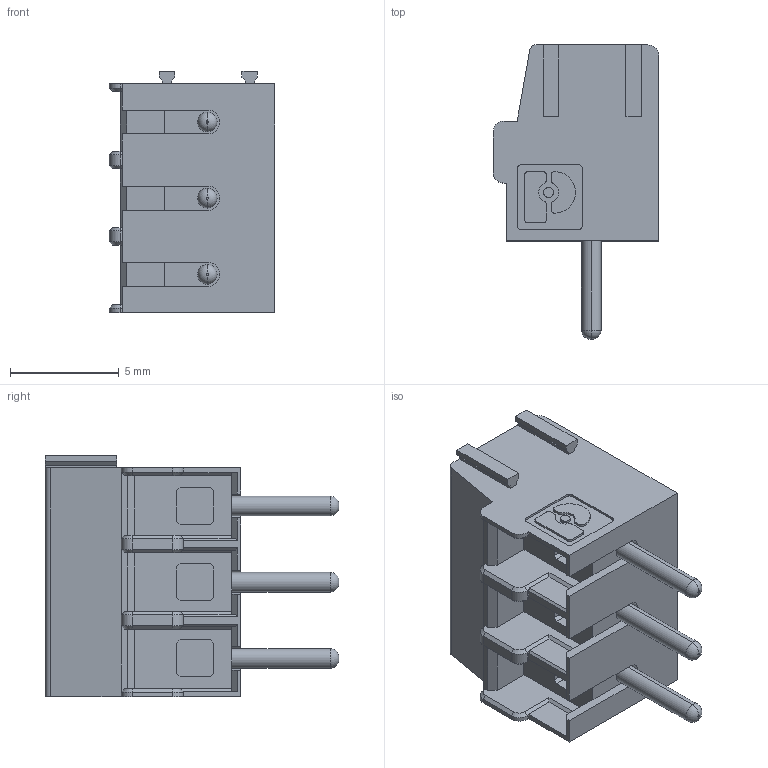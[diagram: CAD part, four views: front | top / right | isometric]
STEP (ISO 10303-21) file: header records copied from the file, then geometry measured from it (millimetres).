
FILE_DESCRIPTION(('STEP AP203'),'1');
FILE_NAME('1984620.stp','2020-11-13T14:00:58',('TraceParts'),('TraceParts S.A.'),'Spatial InterOp 3D',' ',' ');
FILE_SCHEMA(('CONFIG_CONTROL_DESIGN'));
Length unit declared in the file: millimetre
Products named in the file (1): 1
Bounding box: 7.6 x 13.5 x 11.07 mm (x, y, z)
Volume: 531.9 mm3; surface area: 708.9 mm2
Topology: 1 solids, 1 shells, 302 faces, 816 edges, 532 vertices
Faces by surface type: plane 204, cylinder 62, cone 18, torus 18
Entity records: 9892 total; most frequent: CARTESIAN_POINT 2119, ORIENTED_EDGE 1632, DIRECTION 1594, EDGE_CURVE 816, LINE 596, VECTOR 596, VERTEX_POINT 532, AXIS2_PLACEMENT_3D 499
